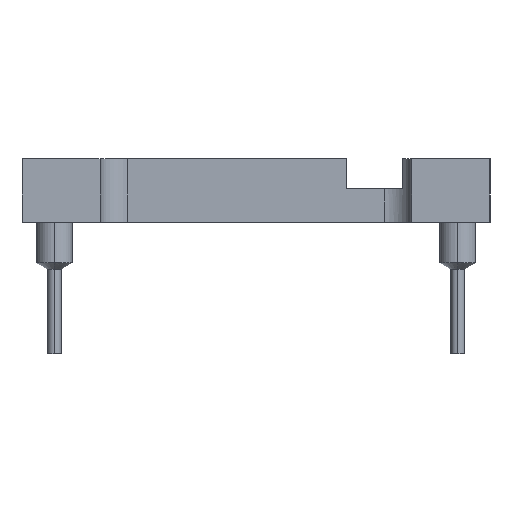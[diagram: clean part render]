
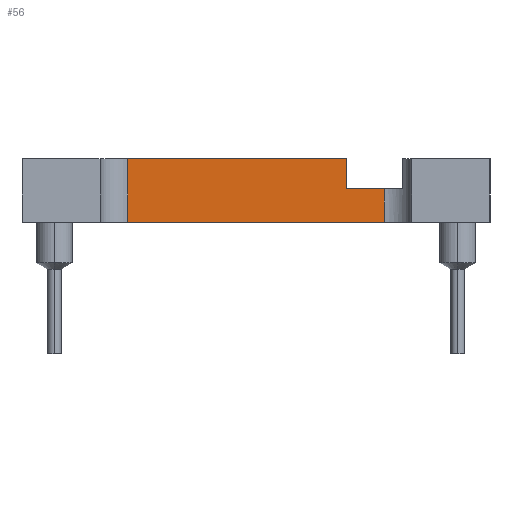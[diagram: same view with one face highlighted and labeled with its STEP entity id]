
A CAD part, left-side view. The second image highlights one B-rep face of the part: STEP entity #56.
In plain terms, the highlighted planar face has unit normal (-1, 0, 0).
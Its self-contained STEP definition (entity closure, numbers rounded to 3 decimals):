
#56=ADVANCED_FACE('',(#619),#620,.T.);
#619=FACE_OUTER_BOUND('',#1758,.T.);
#620=PLANE('',#1759);
#1758=EDGE_LOOP('',(#3009,#3010,#3011,#3012,#3013,#3014));
#1759=AXIS2_PLACEMENT_3D('',#3015,#3016,#3017);
#3009=ORIENTED_EDGE('',*,*,#6693,.F.);
#3010=ORIENTED_EDGE('',*,*,#6577,.F.);
#3011=ORIENTED_EDGE('',*,*,#6694,.T.);
#3012=ORIENTED_EDGE('',*,*,#6695,.T.);
#3013=ORIENTED_EDGE('',*,*,#6696,.F.);
#3014=ORIENTED_EDGE('',*,*,#6672,.F.);
#3015=CARTESIAN_POINT('',(-19.228,4.851,0.0));
#3016=DIRECTION('',(-1.0,0.0,0.0));
#3017=DIRECTION('',(0.0,0.0,1.0));
#6577=EDGE_CURVE('',#7665,#7667,#7668,.T.);
#6672=EDGE_CURVE('',#7850,#7842,#7852,.T.);
#6693=EDGE_CURVE('',#7667,#7850,#7892,.T.);
#6694=EDGE_CURVE('',#7665,#7893,#7894,.T.);
#6695=EDGE_CURVE('',#7893,#7895,#7896,.T.);
#6696=EDGE_CURVE('',#7842,#7895,#7897,.T.);
#7665=VERTEX_POINT('',#9410);
#7667=VERTEX_POINT('',#9412);
#7668=LINE('',#9413,#9414);
#7842=VERTEX_POINT('',#9608);
#7850=VERTEX_POINT('',#9618);
#7852=LINE('',#9621,#9622);
#7892=LINE('',#9672,#9673);
#7893=VERTEX_POINT('',#9674);
#7894=LINE('',#9675,#9676);
#7895=VERTEX_POINT('',#9677);
#7896=LINE('',#9678,#9679);
#7897=LINE('',#9680,#9681);
#9410=CARTESIAN_POINT('',(-19.228,4.851,0.0));
#9412=CARTESIAN_POINT('',(-19.228,-3.404,0.0));
#9413=CARTESIAN_POINT('',(-19.228,4.851,0.0));
#9414=VECTOR('',#11620,8.255);
#9608=CARTESIAN_POINT('',(-19.228,-4.851,-1.143));
#9618=CARTESIAN_POINT('',(-19.228,-3.404,-1.143));
#9621=CARTESIAN_POINT('',(-19.228,-3.404,-1.143));
#9622=VECTOR('',#11857,1.448);
#9672=CARTESIAN_POINT('',(-19.228,-3.404,0.0));
#9673=VECTOR('',#11898,1.143);
#9674=CARTESIAN_POINT('',(-19.228,4.851,-2.413));
#9675=CARTESIAN_POINT('',(-19.228,4.851,0.0));
#9676=VECTOR('',#11899,2.413);
#9677=CARTESIAN_POINT('',(-19.228,-4.851,-2.413));
#9678=CARTESIAN_POINT('',(-19.228,4.851,-2.413));
#9679=VECTOR('',#11900,9.703);
#9680=CARTESIAN_POINT('',(-19.228,-4.851,-1.143));
#9681=VECTOR('',#11901,1.27);
#11620=DIRECTION('',(0.0,-1.0,0.0));
#11857=DIRECTION('',(0.0,-1.0,0.0));
#11898=DIRECTION('',(0.0,0.0,-1.0));
#11899=DIRECTION('',(0.0,0.0,-1.0));
#11900=DIRECTION('',(0.0,-1.0,0.0));
#11901=DIRECTION('',(0.0,0.0,-1.0));
